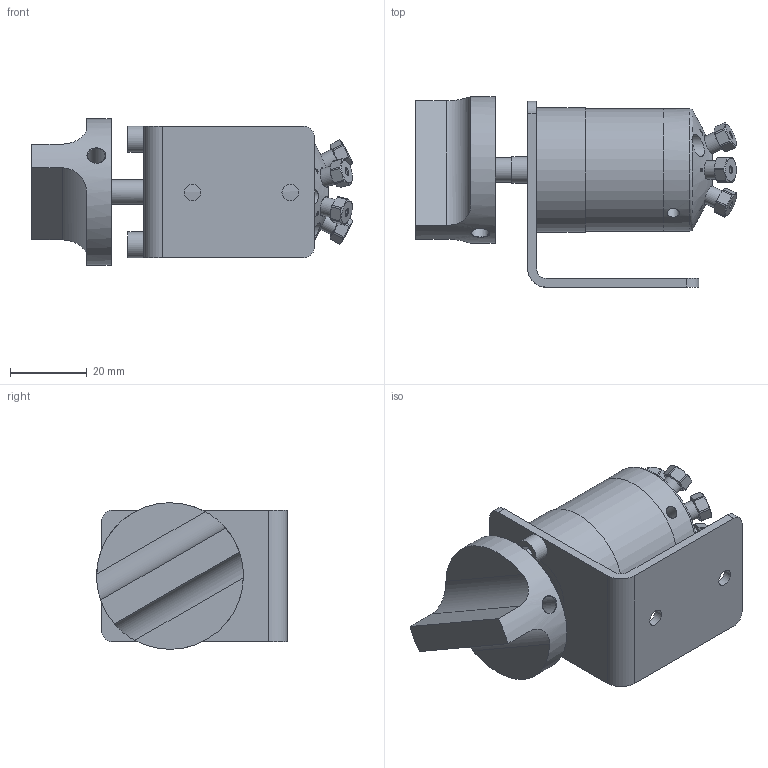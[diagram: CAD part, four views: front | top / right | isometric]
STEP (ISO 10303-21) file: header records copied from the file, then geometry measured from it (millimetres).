
FILE_DESCRIPTION((''),'2;1');
FILE_NAME('506355-C2-2006 valve manual actuated.stp','2013-08-19T11:48:06',('Franzp'),(''),'Autodesk Inventor 2013','Autodesk Inventor 2013','');
FILE_SCHEMA(('AUTOMOTIVE_DESIGN { 1 0 10303 214 1 1 1 1 }'));
Length unit declared in the file: millimetre
Products named in the file (1): 506355_Shrinkwrap_1
Bounding box: 83.3 x 49.52 x 38.1 mm (x, y, z)
Surface area: 20712.8 mm2 (no closed solid volume)
Topology: 0 solids, 21 shells, 214 faces, 698 edges, 511 vertices
Faces by surface type: plane 104, cylinder 73, cone 30, bspline 6, torus 1
Full cylindrical faces by diameter (mm): 1.727 x6, 3.175 x1, 3.22 x2, 4.32 x2, 4.5 x1, 4.826 x6, 5.89 x2, 6.34 x1, 6.8 x2, 31.75 x2, 32.385 x1, 38.1 x1
Entity records: 8294 total; most frequent: CARTESIAN_POINT 2479, DIRECTION 1073, ORIENTED_EDGE 1026, EDGE_CURVE 608, VERTEX_POINT 477, AXIS2_PLACEMENT_3D 434, EDGE_LOOP 333, CIRCLE 219
